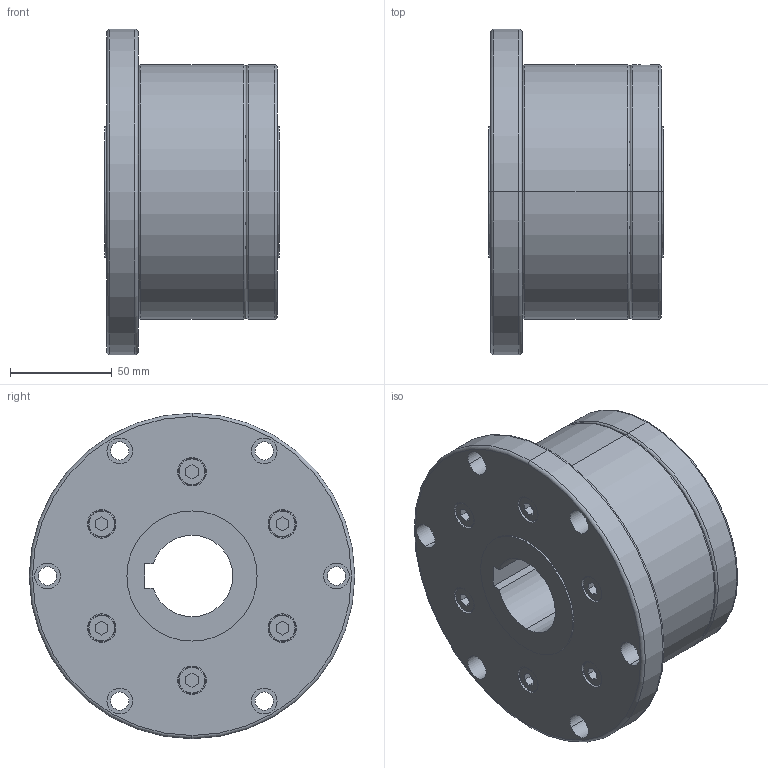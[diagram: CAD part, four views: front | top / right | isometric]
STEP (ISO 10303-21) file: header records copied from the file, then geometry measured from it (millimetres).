
FILE_DESCRIPTION(('STEP AP214'),'1');
FILE_NAME('gl_40_f2-d2.stp','2019-09-14T10:32:44',('TraceParts'),('TraceParts S.A.'),'Spatial InterOp 3D',' ',' ');
FILE_SCHEMA(('AUTOMOTIVE_DESIGN { 1 0 10303 214 1 1 1 1 }'));
Length unit declared in the file: millimetre
Products named in the file (1): gl_40_f2-d2
Bounding box: 86 x 160 x 160 mm (x, y, z)
Volume: 1031997.8 mm3; surface area: 96550.6 mm2
Topology: 1 solids, 1 shells, 257 faces, 634 edges, 426 vertices
Faces by surface type: plane 128, cylinder 93, torus 36
Entity records: 7853 total; most frequent: DIRECTION 1448, CARTESIAN_POINT 1385, ORIENTED_EDGE 1268, EDGE_CURVE 634, AXIS2_PLACEMENT_3D 559, VERTEX_POINT 426, LINE 330, VECTOR 330
